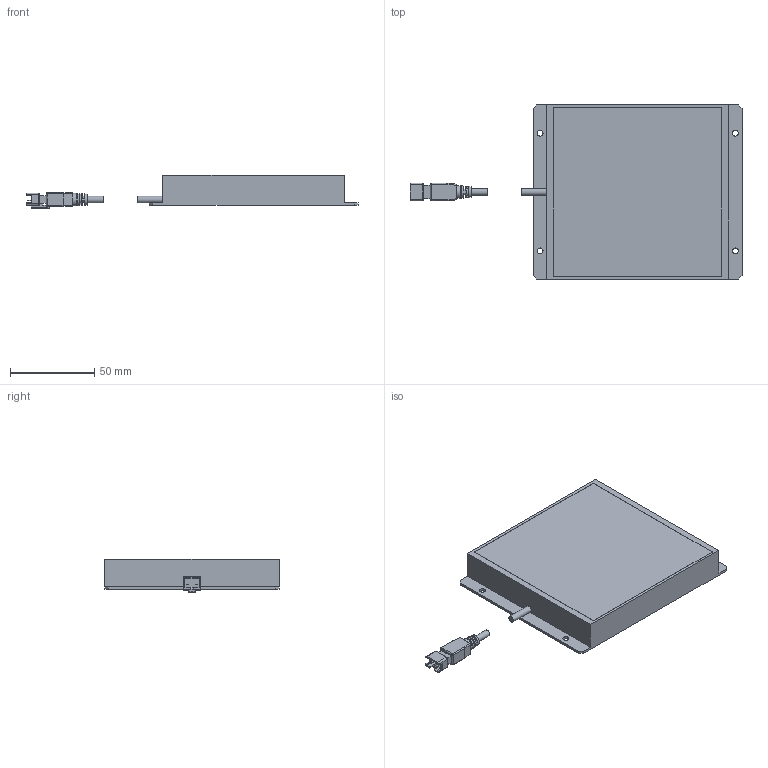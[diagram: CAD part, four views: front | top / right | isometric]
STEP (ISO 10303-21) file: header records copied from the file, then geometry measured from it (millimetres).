
FILE_DESCRIPTION(('STEP AP214'),'1');
FILE_NAME('LVP-XBG100100W.stp','2024-09-13T08:57:30',(' '),(' '),'Spatial InterOp 3D',' ',' ');
FILE_SCHEMA(('AUTOMOTIVE_DESIGN { 1 0 10303 214 1 1 1 1 }'));
Length unit declared in the file: metre
Products named in the file (3): LVP-XBG100100W; Component1; Component2
Assembly tree (2 placements, depth 2):
  LVP-XBG100100W
    Component1
    Component2
Bounding box: 197.3 x 103.5 x 20 mm (x, y, z)
Volume: 90912.1 mm3; surface area: 59952.5 mm2
Topology: 2 solids, 3 shells, 185 faces, 478 edges, 305 vertices
Faces by surface type: plane 134, cylinder 38, bspline 4, torus 4, sphere 4, cone 1
Full cylindrical faces by diameter (mm): 3.5 x4, 3.9 x2
Entity records: 9429 total; most frequent: CARTESIAN_POINT 1457, ORIENTED_EDGE 924, DIRECTION 889, STYLED_ITEM 579, PRESENTATION_STYLE_ASSIGNMENT 579, COLOUR_RGB 579, EDGE_CURVE 462, CURVE_STYLE 392
